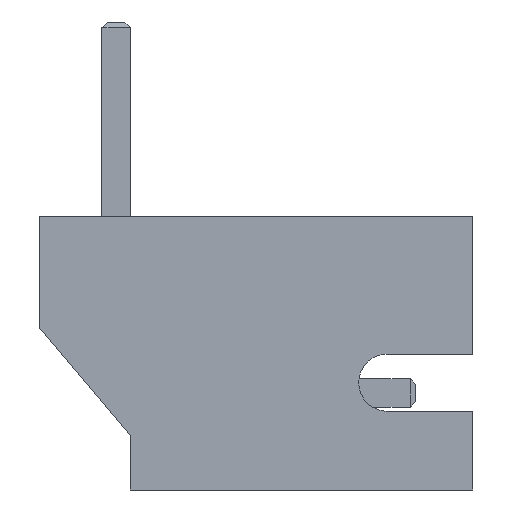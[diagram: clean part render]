
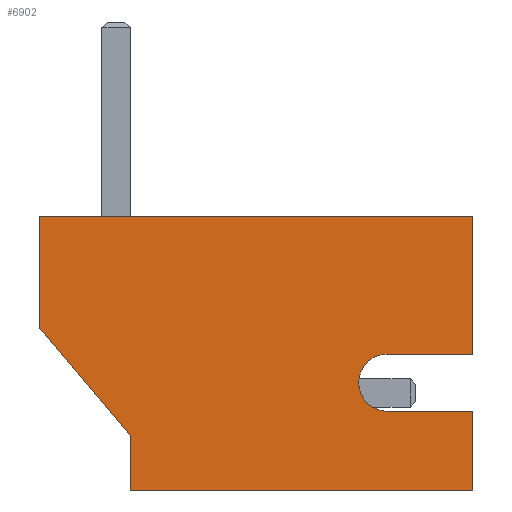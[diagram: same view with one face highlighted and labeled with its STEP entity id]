
A CAD part, left-side view. The second image highlights one B-rep face of the part: STEP entity #6902.
In plain terms, the highlighted planar face has unit normal (-1, 0, 0).
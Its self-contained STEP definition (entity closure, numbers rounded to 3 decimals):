
#282 = DIRECTION ( 'NONE',  ( 0., 0., -1. ) ) ;
#678 = PLANE ( 'NONE',  #1851 ) ;
#715 = DIRECTION ( 'NONE',  ( -1., 0., 0. ) ) ;
#780 = DIRECTION ( 'NONE',  ( 0., 1., 0. ) ) ;
#787 = VECTOR ( 'NONE', #2663, 1000. ) ;
#846 = ORIENTED_EDGE ( 'NONE', *, *, #2723, .T. ) ;
#1049 = ORIENTED_EDGE ( 'NONE', *, *, #10911, .F. ) ;
#1137 = DIRECTION ( 'NONE',  ( 0., 1., 0. ) ) ;
#1183 = VERTEX_POINT ( 'NONE', #7090 ) ;
#1662 = CARTESIAN_POINT ( 'NONE',  ( -1.95, 4.8, -6.25 ) ) ;
#1665 = VECTOR ( 'NONE', #6857, 1000. ) ;
#1851 = AXIS2_PLACEMENT_3D ( 'NONE', #1662, #2789, #4793 ) ;
#1853 = LINE ( 'NONE', #10861, #7809 ) ;
#1907 = LINE ( 'NONE', #9389, #12999 ) ;
#1952 = EDGE_LOOP ( 'NONE', ( #9997, #7660, #5668, #2867, #1049, #7480, #846, #2700, #4007, #5529 ) ) ;
#2075 = LINE ( 'NONE', #8517, #2796 ) ;
#2482 = VERTEX_POINT ( 'NONE', #6449 ) ;
#2530 = CARTESIAN_POINT ( 'NONE',  ( -1.95, 3.42, -6.25 ) ) ;
#2542 = EDGE_CURVE ( 'NONE', #13070, #1183, #8616, .T. ) ;
#2663 = DIRECTION ( 'NONE',  ( 0., 0., 1. ) ) ;
#2700 = ORIENTED_EDGE ( 'NONE', *, *, #11542, .T. ) ;
#2723 = EDGE_CURVE ( 'NONE', #12596, #6007, #12583, .T. ) ;
#2789 = DIRECTION ( 'NONE',  ( 1., 0., 0. ) ) ;
#2796 = VECTOR ( 'NONE', #8444, 1000. ) ;
#2867 = ORIENTED_EDGE ( 'NONE', *, *, #8258, .F. ) ;
#2889 = CARTESIAN_POINT ( 'NONE',  ( -1.95, 2.42, -6.25 ) ) ;
#3097 = CARTESIAN_POINT ( 'NONE',  ( -1.95, 2.92, -4.75 ) ) ;
#3561 = VERTEX_POINT ( 'NONE', #8031 ) ;
#3933 = CARTESIAN_POINT ( 'NONE',  ( -1.95, 4.8, -0.25 ) ) ;
#4007 = ORIENTED_EDGE ( 'NONE', *, *, #8288, .T. ) ;
#4537 = CIRCLE ( 'NONE', #13621, 0.5 ) ;
#4579 = VERTEX_POINT ( 'NONE', #8757 ) ;
#4793 = DIRECTION ( 'NONE',  ( 0., -1., 0. ) ) ;
#4814 = CARTESIAN_POINT ( 'NONE',  ( -1.95, 4.8, -6.25 ) ) ;
#4865 = LINE ( 'NONE', #10080, #5165 ) ;
#4876 = LINE ( 'NONE', #4814, #8034 ) ;
#5001 = LINE ( 'NONE', #11193, #1665 ) ;
#5049 = EDGE_CURVE ( 'NONE', #4579, #12596, #4865, .T. ) ;
#5165 = VECTOR ( 'NONE', #12171, 1000. ) ;
#5529 = ORIENTED_EDGE ( 'NONE', *, *, #6616, .F. ) ;
#5581 = CARTESIAN_POINT ( 'NONE',  ( -1.95, 2.42, -4.75 ) ) ;
#5668 = ORIENTED_EDGE ( 'NONE', *, *, #9844, .F. ) ;
#6007 = VERTEX_POINT ( 'NONE', #10989 ) ;
#6117 = DIRECTION ( 'NONE',  ( 0., 1., 0. ) ) ;
#6416 = EDGE_CURVE ( 'NONE', #2482, #13070, #1853, .T. ) ;
#6449 = CARTESIAN_POINT ( 'NONE',  ( -1.95, 3.42, -4.75 ) ) ;
#6616 = EDGE_CURVE ( 'NONE', #1183, #10531, #4876, .T. ) ;
#6772 = VERTEX_POINT ( 'NONE', #2889 ) ;
#6857 = DIRECTION ( 'NONE',  ( 0., 1., 0. ) ) ;
#6902 = ADVANCED_FACE ( 'NONE', ( #8722 ), #678, .F. ) ;
#6925 = CARTESIAN_POINT ( 'NONE',  ( -1.95, 2.42, -6.25 ) ) ;
#7090 = CARTESIAN_POINT ( 'NONE',  ( -1.95, 4.8, -6.25 ) ) ;
#7480 = ORIENTED_EDGE ( 'NONE', *, *, #5049, .T. ) ;
#7648 = CARTESIAN_POINT ( 'NONE',  ( -1.95, 4.8, -6.25 ) ) ;
#7660 = ORIENTED_EDGE ( 'NONE', *, *, #6416, .F. ) ;
#7809 = VECTOR ( 'NONE', #282, 1000. ) ;
#8031 = CARTESIAN_POINT ( 'NONE',  ( -1.95, 3.85, -0.25 ) ) ;
#8034 = VECTOR ( 'NONE', #9092, 1000. ) ;
#8190 = CARTESIAN_POINT ( 'NONE',  ( -1.95, 0., 1.35 ) ) ;
#8258 = EDGE_CURVE ( 'NONE', #6772, #10012, #12235, .T. ) ;
#8288 = EDGE_CURVE ( 'NONE', #3561, #10531, #5001, .T. ) ;
#8372 = VECTOR ( 'NONE', #1137, 1000. ) ;
#8444 = DIRECTION ( 'NONE',  ( 0., 0.765, -0.644 ) ) ;
#8517 = CARTESIAN_POINT ( 'NONE',  ( -1.95, 3.85, -0.25 ) ) ;
#8583 = VECTOR ( 'NONE', #780, 1000. ) ;
#8616 = LINE ( 'NONE', #7648, #8372 ) ;
#8722 = FACE_OUTER_BOUND ( 'NONE', #1952, .T. ) ;
#8757 = CARTESIAN_POINT ( 'NONE',  ( -1.95, 0., -6.25 ) ) ;
#9092 = DIRECTION ( 'NONE',  ( 0., 0., 1. ) ) ;
#9389 = CARTESIAN_POINT ( 'NONE',  ( -1.95, 4.8, -6.25 ) ) ;
#9478 = CARTESIAN_POINT ( 'NONE',  ( -1.95, 0., 1.35 ) ) ;
#9844 = EDGE_CURVE ( 'NONE', #10012, #2482, #4537, .T. ) ;
#9997 = ORIENTED_EDGE ( 'NONE', *, *, #2542, .F. ) ;
#10012 = VERTEX_POINT ( 'NONE', #5581 ) ;
#10080 = CARTESIAN_POINT ( 'NONE',  ( -1.95, 0., -6.25 ) ) ;
#10309 = DIRECTION ( 'NONE',  ( 0., 1., 0. ) ) ;
#10531 = VERTEX_POINT ( 'NONE', #3933 ) ;
#10861 = CARTESIAN_POINT ( 'NONE',  ( -1.95, 3.42, -6.25 ) ) ;
#10911 = EDGE_CURVE ( 'NONE', #4579, #6772, #1907, .T. ) ;
#10989 = CARTESIAN_POINT ( 'NONE',  ( -1.95, 1.95, 1.35 ) ) ;
#11193 = CARTESIAN_POINT ( 'NONE',  ( -1.95, 4.8, -0.25 ) ) ;
#11542 = EDGE_CURVE ( 'NONE', #6007, #3561, #2075, .T. ) ;
#12171 = DIRECTION ( 'NONE',  ( 0., 0., 1. ) ) ;
#12235 = LINE ( 'NONE', #6925, #787 ) ;
#12583 = LINE ( 'NONE', #8190, #8583 ) ;
#12596 = VERTEX_POINT ( 'NONE', #9478 ) ;
#12999 = VECTOR ( 'NONE', #6117, 1000. ) ;
#13070 = VERTEX_POINT ( 'NONE', #2530 ) ;
#13621 = AXIS2_PLACEMENT_3D ( 'NONE', #3097, #715, #10309 ) ;
